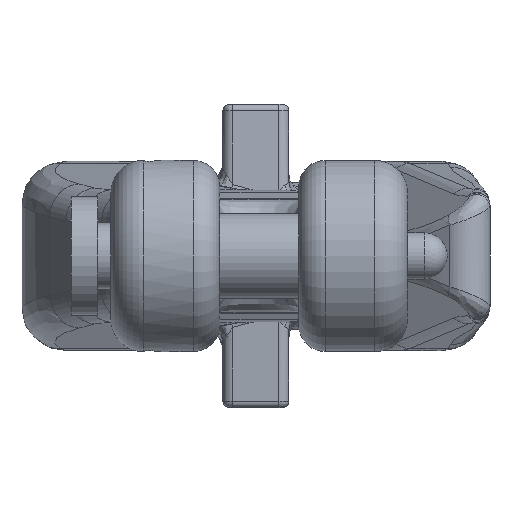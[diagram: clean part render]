
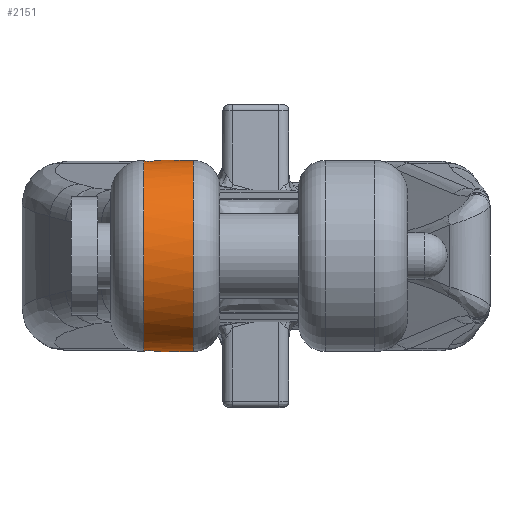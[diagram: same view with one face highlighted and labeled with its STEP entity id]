
A CAD part, left-side view. The second image highlights one B-rep face of the part: STEP entity #2151.
In plain terms, the highlighted cylindrical face has radius 14.5 mm (diameter 29 mm), a partial arc.
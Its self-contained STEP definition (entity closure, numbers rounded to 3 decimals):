
#343=LINE('',#10087,#582);
#344=LINE('',#10091,#583);
#582=VECTOR('',#7805,1.);
#583=VECTOR('',#7808,1.);
#988=B_SPLINE_CURVE_WITH_KNOTS('',3,(#10044,#10045,#10046,#10047,#10048,
#10049,#10050,#10051,#10052,#10053,#10054,#10055,#10056,#10057,#10058,#10059,
#10060,#10061,#10062,#10063,#10064,#10065,#10066,#10067,#10068,#10069,#10070,
#10071,#10072,#10073,#10074,#10075,#10076,#10077,#10078,#10079,#10080,#10081,
#10082,#10083),.UNSPECIFIED.,.F.,.F.,(4,3,3,3,3,3,3,3,3,3,3,3,3,4),(0.,
0.082,0.164,0.246,0.328,
0.411,0.493,0.575,0.657,
0.739,0.822,0.905,0.986,
1.),.UNSPECIFIED.);
#989=B_SPLINE_CURVE_WITH_KNOTS('',3,(#10095,#10096,#10097,#10098,#10099,
#10100,#10101,#10102,#10103,#10104,#10105,#10106,#10107,#10108,#10109,#10110,
#10111,#10112,#10113,#10114,#10115,#10116,#10117,#10118,#10119,#10120,#10121,
#10122,#10123,#10124,#10125,#10126,#10127,#10128,#10129,#10130,#10131,#10132,
#10133,#10134),.UNSPECIFIED.,.F.,.F.,(4,3,3,3,3,3,3,3,3,3,3,3,3,4),(0.,
0.082,0.164,0.246,0.328,
0.411,0.493,0.575,0.657,
0.739,0.822,0.905,0.986,
1.),.UNSPECIFIED.);
#1724=FACE_OUTER_BOUND('',#2783,.T.);
#2151=ADVANCED_FACE('',(#1724),#2585,.T.);
#2585=CYLINDRICAL_SURFACE('',#7259,14.5);
#2783=EDGE_LOOP('',(#3394,#3395,#3396,#3397,#3398,#3399,#3400,#3401));
#3394=ORIENTED_EDGE('',*,*,#6093,.T.);
#3395=ORIENTED_EDGE('',*,*,#6094,.T.);
#3396=ORIENTED_EDGE('',*,*,#6095,.T.);
#3397=ORIENTED_EDGE('',*,*,#6096,.T.);
#3398=ORIENTED_EDGE('',*,*,#6097,.T.);
#3399=ORIENTED_EDGE('',*,*,#6098,.T.);
#3400=ORIENTED_EDGE('',*,*,#6099,.T.);
#3401=ORIENTED_EDGE('',*,*,#6100,.T.);
#5454=VERTEX_POINT('',#10042);
#5455=VERTEX_POINT('',#10043);
#5456=VERTEX_POINT('',#10084);
#5457=VERTEX_POINT('',#10086);
#5458=VERTEX_POINT('',#10088);
#5459=VERTEX_POINT('',#10090);
#5460=VERTEX_POINT('',#10092);
#5461=VERTEX_POINT('',#10094);
#6093=EDGE_CURVE('',#5454,#5455,#7004,.T.);
#6094=EDGE_CURVE('',#5455,#5456,#988,.T.);
#6095=EDGE_CURVE('',#5456,#5457,#7005,.T.);
#6096=EDGE_CURVE('',#5457,#5458,#343,.T.);
#6097=EDGE_CURVE('',#5458,#5459,#7006,.T.);
#6098=EDGE_CURVE('',#5459,#5460,#344,.T.);
#6099=EDGE_CURVE('',#5460,#5461,#7007,.T.);
#6100=EDGE_CURVE('',#5461,#5454,#989,.T.);
#7004=CIRCLE('',#7255,14.5);
#7005=CIRCLE('',#7256,14.5);
#7006=CIRCLE('',#7257,14.5);
#7007=CIRCLE('',#7258,14.5);
#7255=AXIS2_PLACEMENT_3D('',#10041,#7801,#7802);
#7256=AXIS2_PLACEMENT_3D('',#10085,#7803,#7804);
#7257=AXIS2_PLACEMENT_3D('',#10089,#7806,#7807);
#7258=AXIS2_PLACEMENT_3D('',#10093,#7809,#7810);
#7259=AXIS2_PLACEMENT_3D('',#10135,#7811,#7812);
#7801=DIRECTION('',(0.,-1.,0.));
#7802=DIRECTION('',(-1.,0.,0.));
#7803=DIRECTION('',(0.,-1.,0.));
#7804=DIRECTION('',(-1.,0.,0.));
#7805=DIRECTION('',(0.,-1.,0.));
#7806=DIRECTION('',(0.,1.,0.));
#7807=DIRECTION('',(1.,0.,0.));
#7808=DIRECTION('',(0.,1.,0.));
#7809=DIRECTION('',(0.,-1.,0.));
#7810=DIRECTION('',(-1.,0.,0.));
#7811=DIRECTION('',(0.,-1.,0.));
#7812=DIRECTION('',(0.,0.,1.));
#10041=CARTESIAN_POINT('',(-78.4,17.5,0.));
#10042=CARTESIAN_POINT('',(-79.956,17.5,14.416));
#10043=CARTESIAN_POINT('',(-79.956,17.5,-14.416));
#10044=CARTESIAN_POINT('',(-79.956,17.5,-14.416));
#10045=CARTESIAN_POINT('',(-80.045,17.327,-14.407));
#10046=CARTESIAN_POINT('',(-80.106,17.136,-14.399));
#10047=CARTESIAN_POINT('',(-80.133,16.943,-14.396));
#10048=CARTESIAN_POINT('',(-80.16,16.75,-14.393));
#10049=CARTESIAN_POINT('',(-80.154,16.549,-14.394));
#10050=CARTESIAN_POINT('',(-80.116,16.358,-14.398));
#10051=CARTESIAN_POINT('',(-80.078,16.168,-14.403));
#10052=CARTESIAN_POINT('',(-80.007,15.981,-14.411));
#10053=CARTESIAN_POINT('',(-79.909,15.813,-14.421));
#10054=CARTESIAN_POINT('',(-79.81,15.645,-14.432));
#10055=CARTESIAN_POINT('',(-79.681,15.492,-14.444));
#10056=CARTESIAN_POINT('',(-79.532,15.366,-14.456));
#10057=CARTESIAN_POINT('',(-79.383,15.239,-14.467));
#10058=CARTESIAN_POINT('',(-79.209,15.136,-14.479));
#10059=CARTESIAN_POINT('',(-79.026,15.066,-14.486));
#10060=CARTESIAN_POINT('',(-78.843,14.996,-14.494));
#10061=CARTESIAN_POINT('',(-78.645,14.956,-14.499));
#10062=CARTESIAN_POINT('',(-78.449,14.951,-14.5));
#10063=CARTESIAN_POINT('',(-78.254,14.945,-14.501));
#10064=CARTESIAN_POINT('',(-78.056,14.973,-14.497));
#10065=CARTESIAN_POINT('',(-77.87,15.032,-14.49));
#10066=CARTESIAN_POINT('',(-77.685,15.091,-14.484));
#10067=CARTESIAN_POINT('',(-77.507,15.182,-14.473));
#10068=CARTESIAN_POINT('',(-77.351,15.299,-14.462));
#10069=CARTESIAN_POINT('',(-77.195,15.416,-14.451));
#10070=CARTESIAN_POINT('',(-77.057,15.562,-14.438));
#10071=CARTESIAN_POINT('',(-76.947,15.724,-14.427));
#10072=CARTESIAN_POINT('',(-76.838,15.887,-14.416));
#10073=CARTESIAN_POINT('',(-76.755,16.071,-14.406));
#10074=CARTESIAN_POINT('',(-76.706,16.261,-14.401));
#10075=CARTESIAN_POINT('',(-76.657,16.45,-14.395));
#10076=CARTESIAN_POINT('',(-76.64,16.651,-14.393));
#10077=CARTESIAN_POINT('',(-76.656,16.846,-14.395));
#10078=CARTESIAN_POINT('',(-76.672,17.04,-14.397));
#10079=CARTESIAN_POINT('',(-76.722,17.234,-14.403));
#10080=CARTESIAN_POINT('',(-76.801,17.411,-14.412));
#10081=CARTESIAN_POINT('',(-76.814,17.441,-14.413));
#10082=CARTESIAN_POINT('',(-76.829,17.471,-14.415));
#10083=CARTESIAN_POINT('',(-76.844,17.5,-14.416));
#10084=CARTESIAN_POINT('',(-76.844,17.5,-14.416));
#10085=CARTESIAN_POINT('',(-78.4,17.5,0.));
#10086=CARTESIAN_POINT('',(-74.135,17.5,-13.859));
#10087=CARTESIAN_POINT('',(-74.135,71.,-13.859));
#10088=CARTESIAN_POINT('',(-74.135,10.,-13.859));
#10089=CARTESIAN_POINT('',(-78.4,10.,0.));
#10090=CARTESIAN_POINT('',(-74.135,10.,13.859));
#10091=CARTESIAN_POINT('',(-74.135,71.,13.859));
#10092=CARTESIAN_POINT('',(-74.135,17.5,13.859));
#10093=CARTESIAN_POINT('',(-78.4,17.5,0.));
#10094=CARTESIAN_POINT('',(-76.844,17.5,14.416));
#10095=CARTESIAN_POINT('',(-76.844,17.5,14.416));
#10096=CARTESIAN_POINT('',(-76.755,17.327,14.407));
#10097=CARTESIAN_POINT('',(-76.694,17.136,14.399));
#10098=CARTESIAN_POINT('',(-76.667,16.943,14.396));
#10099=CARTESIAN_POINT('',(-76.64,16.75,14.393));
#10100=CARTESIAN_POINT('',(-76.646,16.549,14.394));
#10101=CARTESIAN_POINT('',(-76.684,16.358,14.398));
#10102=CARTESIAN_POINT('',(-76.722,16.168,14.403));
#10103=CARTESIAN_POINT('',(-76.793,15.981,14.411));
#10104=CARTESIAN_POINT('',(-76.891,15.813,14.421));
#10105=CARTESIAN_POINT('',(-76.99,15.645,14.432));
#10106=CARTESIAN_POINT('',(-77.119,15.492,14.444));
#10107=CARTESIAN_POINT('',(-77.268,15.366,14.456));
#10108=CARTESIAN_POINT('',(-77.417,15.239,14.467));
#10109=CARTESIAN_POINT('',(-77.591,15.136,14.479));
#10110=CARTESIAN_POINT('',(-77.774,15.066,14.486));
#10111=CARTESIAN_POINT('',(-77.957,14.996,14.494));
#10112=CARTESIAN_POINT('',(-78.155,14.956,14.499));
#10113=CARTESIAN_POINT('',(-78.351,14.951,14.5));
#10114=CARTESIAN_POINT('',(-78.546,14.945,14.501));
#10115=CARTESIAN_POINT('',(-78.744,14.973,14.497));
#10116=CARTESIAN_POINT('',(-78.93,15.032,14.49));
#10117=CARTESIAN_POINT('',(-79.115,15.091,14.484));
#10118=CARTESIAN_POINT('',(-79.293,15.182,14.473));
#10119=CARTESIAN_POINT('',(-79.449,15.299,14.462));
#10120=CARTESIAN_POINT('',(-79.605,15.416,14.451));
#10121=CARTESIAN_POINT('',(-79.743,15.562,14.438));
#10122=CARTESIAN_POINT('',(-79.853,15.724,14.427));
#10123=CARTESIAN_POINT('',(-79.962,15.887,14.416));
#10124=CARTESIAN_POINT('',(-80.045,16.071,14.406));
#10125=CARTESIAN_POINT('',(-80.094,16.261,14.401));
#10126=CARTESIAN_POINT('',(-80.143,16.45,14.395));
#10127=CARTESIAN_POINT('',(-80.16,16.651,14.393));
#10128=CARTESIAN_POINT('',(-80.144,16.846,14.395));
#10129=CARTESIAN_POINT('',(-80.128,17.04,14.397));
#10130=CARTESIAN_POINT('',(-80.078,17.234,14.403));
#10131=CARTESIAN_POINT('',(-79.999,17.411,14.412));
#10132=CARTESIAN_POINT('',(-79.986,17.441,14.413));
#10133=CARTESIAN_POINT('',(-79.971,17.471,14.415));
#10134=CARTESIAN_POINT('',(-79.956,17.5,14.416));
#10135=CARTESIAN_POINT('',(-78.4,71.,0.));
